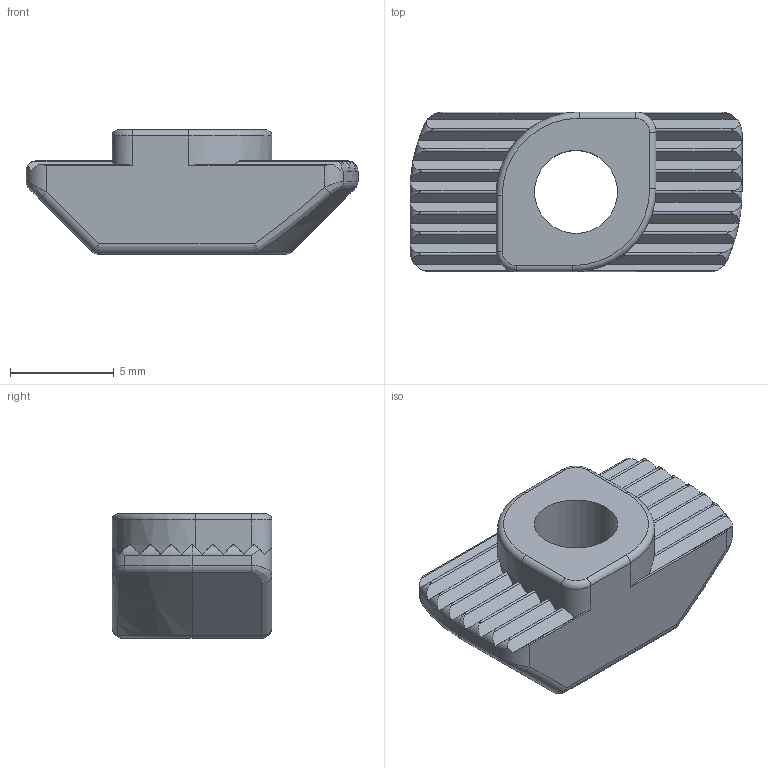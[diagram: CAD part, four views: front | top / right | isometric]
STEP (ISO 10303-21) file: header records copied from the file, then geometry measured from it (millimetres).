
FILE_DESCRIPTION (( 'STEP AP214' ), '1' );
FILE_NAME ('096h0810-3215.STEP', '2014-08-18T13:12:15', ( '' ), ( '' ), 'SwSTEP 2.0', 'SolidWorks 2014', '' );
FILE_SCHEMA (( 'AUTOMOTIVE_DESIGN' ));
Length unit declared in the file: millimetre
Products named in the file (1): 096h0810-3215
Bounding box: 16 x 7.7 x 6 mm (x, y, z)
Volume: 441.2 mm3; surface area: 490.5 mm2
Topology: 1 solids, 1 shells, 110 faces, 304 edges, 192 vertices
Faces by surface type: cylinder 46, plane 42, torus 10, bspline 6, sphere 4, cone 2
Entity records: 3824 total; most frequent: CARTESIAN_POINT 1283, ORIENTED_EDGE 600, DIRECTION 444, EDGE_CURVE 300, VERTEX_POINT 192, AXIS2_PLACEMENT_3D 165, VECTOR 114, LINE 114
